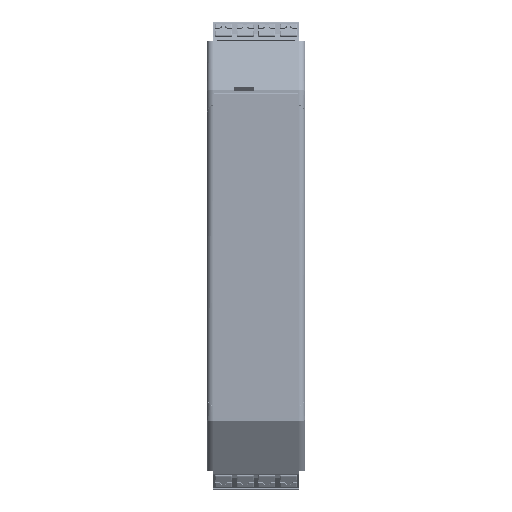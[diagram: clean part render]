
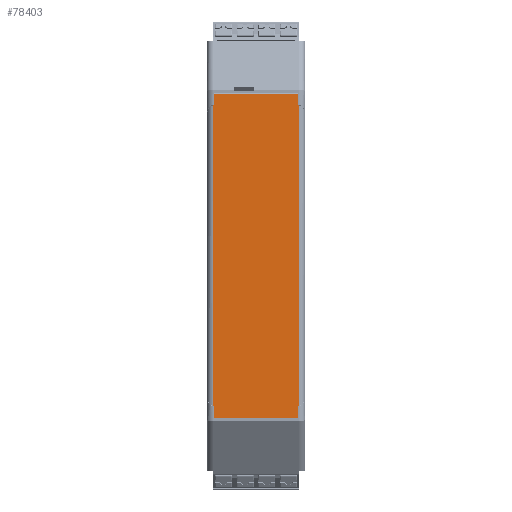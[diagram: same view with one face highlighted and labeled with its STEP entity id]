
A CAD part, top view. The second image highlights one B-rep face of the part: STEP entity #78403.
In plain terms, the highlighted face is planar.
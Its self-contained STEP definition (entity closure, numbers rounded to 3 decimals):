
#4877=VERTEX_POINT('',#110325);
#4878=VERTEX_POINT('',#110327);
#4896=VERTEX_POINT('',#110366);
#4902=VERTEX_POINT('',#110378);
#4909=VERTEX_POINT('',#110405);
#4911=VERTEX_POINT('',#110411);
#4917=VERTEX_POINT('',#110426);
#4918=VERTEX_POINT('',#110427);
#4919=VERTEX_POINT('',#110429);
#4920=VERTEX_POINT('',#110431);
#4921=VERTEX_POINT('',#110433);
#4922=VERTEX_POINT('',#110435);
#13255=VECTOR('',#90555,1.);
#13274=VECTOR('',#90587,1.);
#13285=VECTOR('',#90611,1.);
#13287=VECTOR('',#90617,1.);
#13292=VECTOR('',#90628,1.);
#13293=VECTOR('',#90629,1.);
#13294=VECTOR('',#90630,1.);
#13295=VECTOR('',#90631,1.);
#13296=VECTOR('',#90632,1.);
#13297=VECTOR('',#90633,1.);
#13298=VECTOR('',#90634,1.);
#13299=VECTOR('',#90635,1.);
#23462=LINE('',#110326,#13255);
#23481=LINE('',#110379,#13274);
#23492=LINE('',#110404,#13285);
#23494=LINE('',#110410,#13287);
#23499=LINE('',#110425,#13292);
#23500=LINE('',#110428,#13293);
#23501=LINE('',#110430,#13294);
#23502=LINE('',#110432,#13295);
#23503=LINE('',#110434,#13296);
#23504=LINE('',#110436,#13297);
#23505=LINE('',#110437,#13298);
#23506=LINE('',#110438,#13299);
#33921=EDGE_CURVE('',#4878,#4877,#23462,.T.);
#33946=EDGE_CURVE('',#4902,#4896,#23481,.T.);
#33960=EDGE_CURVE('',#4909,#4896,#23492,.T.);
#33963=EDGE_CURVE('',#4911,#4878,#23494,.T.);
#33970=EDGE_CURVE('',#4917,#4918,#23499,.T.);
#33971=EDGE_CURVE('',#4919,#4918,#23500,.T.);
#33972=EDGE_CURVE('',#4919,#4920,#23501,.T.);
#33973=EDGE_CURVE('',#4921,#4920,#23502,.T.);
#33974=EDGE_CURVE('',#4921,#4922,#23503,.T.);
#33975=EDGE_CURVE('',#4909,#4922,#23504,.T.);
#33976=EDGE_CURVE('',#4902,#4911,#23505,.T.);
#33977=EDGE_CURVE('',#4877,#4917,#23506,.T.);
#48144=ORIENTED_EDGE('',*,*,#33970,.T.);
#48145=ORIENTED_EDGE('',*,*,#33971,.F.);
#48146=ORIENTED_EDGE('',*,*,#33972,.T.);
#48147=ORIENTED_EDGE('',*,*,#33973,.F.);
#48148=ORIENTED_EDGE('',*,*,#33974,.T.);
#48149=ORIENTED_EDGE('',*,*,#33975,.F.);
#48150=ORIENTED_EDGE('',*,*,#33960,.T.);
#48151=ORIENTED_EDGE('',*,*,#33946,.F.);
#48152=ORIENTED_EDGE('',*,*,#33976,.T.);
#48153=ORIENTED_EDGE('',*,*,#33963,.T.);
#48154=ORIENTED_EDGE('',*,*,#33921,.T.);
#48155=ORIENTED_EDGE('',*,*,#33977,.T.);
#68909=EDGE_LOOP('',(#48144,#48145,#48146,#48147,#48148,#48149,#48150,#48151,
#48152,#48153,#48154,#48155));
#73667=FACE_BOUND('',#68909,.T.);
#78403=ADVANCED_FACE('',(#73667),#131823,.T.);
#82889=AXIS2_PLACEMENT_3D('',#110424,#90627,$);
#90555=DIRECTION('',(0.,0.,-1.));
#90587=DIRECTION('',(-1.,0.,0.));
#90611=DIRECTION('',(0.,0.,1.));
#90617=DIRECTION('',(1.,0.,0.));
#90627=DIRECTION('',(0.,1.,0.));
#90628=DIRECTION('',(0.,0.,-1.));
#90629=DIRECTION('',(1.,0.,0.));
#90630=DIRECTION('',(0.,0.,-1.));
#90631=DIRECTION('',(1.,0.,0.));
#90632=DIRECTION('',(0.,0.,1.));
#90633=DIRECTION('',(1.,0.,0.));
#90634=DIRECTION('',(0.,0.,1.));
#90635=DIRECTION('',(1.,0.,0.));
#110325=CARTESIAN_POINT('',(34.6,114.5,7.15));
#110326=CARTESIAN_POINT('',(34.6,114.5,8.8));
#110327=CARTESIAN_POINT('',(34.6,114.5,7.3));
#110366=CARTESIAN_POINT('',(-37.2,114.5,7.15));
#110378=CARTESIAN_POINT('',(-34.6,114.5,7.15));
#110379=CARTESIAN_POINT('',(-32.78,114.5,7.15));
#110404=CARTESIAN_POINT('',(-37.2,114.5,-7.25));
#110405=CARTESIAN_POINT('',(-37.2,114.5,-12.15));
#110410=CARTESIAN_POINT('',(-32.78,114.5,7.3));
#110411=CARTESIAN_POINT('',(-34.6,114.5,7.3));
#110424=CARTESIAN_POINT('',(-37.2,114.5,-10.772));
#110425=CARTESIAN_POINT('',(37.5,114.5,8.8));
#110426=CARTESIAN_POINT('',(37.5,114.5,7.15));
#110427=CARTESIAN_POINT('',(37.5,114.5,-12.15));
#110428=CARTESIAN_POINT('',(-32.78,114.5,-12.15));
#110429=CARTESIAN_POINT('',(34.6,114.5,-12.15));
#110430=CARTESIAN_POINT('',(34.6,114.5,8.8));
#110431=CARTESIAN_POINT('',(34.6,114.5,-12.3));
#110432=CARTESIAN_POINT('',(-32.78,114.5,-12.3));
#110433=CARTESIAN_POINT('',(-34.6,114.5,-12.3));
#110434=CARTESIAN_POINT('',(-34.6,114.5,8.8));
#110435=CARTESIAN_POINT('',(-34.6,114.5,-12.15));
#110436=CARTESIAN_POINT('',(-32.78,114.5,-12.15));
#110437=CARTESIAN_POINT('',(-34.6,114.5,8.8));
#110438=CARTESIAN_POINT('',(-32.78,114.5,7.15));
#131823=PLANE('',#82889);
